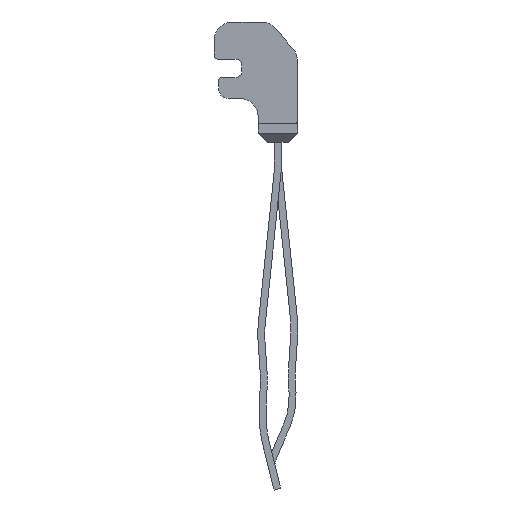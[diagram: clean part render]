
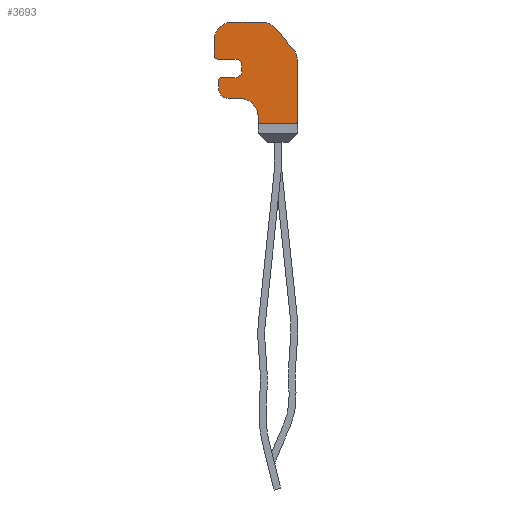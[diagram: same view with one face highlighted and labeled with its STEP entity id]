
A CAD part, left-side view. The second image highlights one B-rep face of the part: STEP entity #3693.
In plain terms, the highlighted planar face has unit normal (-1, 0, 0).
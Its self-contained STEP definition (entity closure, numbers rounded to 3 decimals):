
#3693=ADVANCED_FACE('',(#7397),#7398,.F.);
#7397=FACE_OUTER_BOUND('',#11093,.T.);
#7398=PLANE('',#11094);
#11093=EDGE_LOOP('',(#23309,#23310,#23311,#23312,#23313,#23314,#23315,#23316,#23317,#23318,#23319,#23320,#23321,#23322,#23323,#23324,#23325,#23326,#23327,#23328,#23329,#23330));
#11094=AXIS2_PLACEMENT_3D('',#23331,#23332,#23333);
#23309=ORIENTED_EDGE('',*,*,#28263,.F.);
#23310=ORIENTED_EDGE('',*,*,#28184,.F.);
#23311=ORIENTED_EDGE('',*,*,#27773,.F.);
#23312=ORIENTED_EDGE('',*,*,#28189,.F.);
#23313=ORIENTED_EDGE('',*,*,#28193,.F.);
#23314=ORIENTED_EDGE('',*,*,#28197,.F.);
#23315=ORIENTED_EDGE('',*,*,#28201,.F.);
#23316=ORIENTED_EDGE('',*,*,#28205,.F.);
#23317=ORIENTED_EDGE('',*,*,#28209,.F.);
#23318=ORIENTED_EDGE('',*,*,#28213,.F.);
#23319=ORIENTED_EDGE('',*,*,#28217,.F.);
#23320=ORIENTED_EDGE('',*,*,#28221,.F.);
#23321=ORIENTED_EDGE('',*,*,#28225,.T.);
#23322=ORIENTED_EDGE('',*,*,#28229,.F.);
#23323=ORIENTED_EDGE('',*,*,#28233,.T.);
#23324=ORIENTED_EDGE('',*,*,#28237,.F.);
#23325=ORIENTED_EDGE('',*,*,#28241,.F.);
#23326=ORIENTED_EDGE('',*,*,#28245,.F.);
#23327=ORIENTED_EDGE('',*,*,#28249,.F.);
#23328=ORIENTED_EDGE('',*,*,#28253,.F.);
#23329=ORIENTED_EDGE('',*,*,#28257,.T.);
#23330=ORIENTED_EDGE('',*,*,#28261,.F.);
#23331=CARTESIAN_POINT('',(0.0,1.795,18.05));
#23332=DIRECTION('',(1.0,0.0,0.0));
#23333=DIRECTION('',(0.0,1.0,0.0));
#27773=EDGE_CURVE('',#34869,#34871,#34872,.T.);
#28184=EDGE_CURVE('',#34871,#35464,#35465,.T.);
#28189=EDGE_CURVE('',#35470,#34869,#35472,.T.);
#28193=EDGE_CURVE('',#35476,#35470,#35478,.T.);
#28197=EDGE_CURVE('',#35482,#35476,#35484,.T.);
#28201=EDGE_CURVE('',#35488,#35482,#35490,.T.);
#28205=EDGE_CURVE('',#35494,#35488,#35496,.T.);
#28209=EDGE_CURVE('',#35500,#35494,#35502,.T.);
#28213=EDGE_CURVE('',#35506,#35500,#35508,.T.);
#28217=EDGE_CURVE('',#35512,#35506,#35514,.T.);
#28221=EDGE_CURVE('',#35518,#35512,#35520,.T.);
#28225=EDGE_CURVE('',#35518,#35524,#35526,.T.);
#28229=EDGE_CURVE('',#35530,#35524,#35532,.T.);
#28233=EDGE_CURVE('',#35530,#35536,#35538,.T.);
#28237=EDGE_CURVE('',#35542,#35536,#35544,.T.);
#28241=EDGE_CURVE('',#35548,#35542,#35550,.T.);
#28245=EDGE_CURVE('',#35554,#35548,#35556,.T.);
#28249=EDGE_CURVE('',#35560,#35554,#35562,.T.);
#28253=EDGE_CURVE('',#35566,#35560,#35568,.T.);
#28257=EDGE_CURVE('',#35566,#35572,#35574,.T.);
#28261=EDGE_CURVE('',#35578,#35572,#35580,.T.);
#28263=EDGE_CURVE('',#35464,#35578,#35582,.T.);
#34869=VERTEX_POINT('',#44667);
#34871=VERTEX_POINT('',#44670);
#34872=CIRCLE('',#44671,0.125);
#35464=VERTEX_POINT('',#45506);
#35465=LINE('',#45507,#45508);
#35470=VERTEX_POINT('',#45515);
#35472=LINE('',#45518,#45519);
#35476=VERTEX_POINT('',#45523);
#35478=CIRCLE('',#45526,0.8);
#35482=VERTEX_POINT('',#45531);
#35484=LINE('',#45534,#45535);
#35488=VERTEX_POINT('',#45539);
#35490=CIRCLE('',#45542,0.8);
#35494=VERTEX_POINT('',#45547);
#35496=LINE('',#45550,#45551);
#35500=VERTEX_POINT('',#45555);
#35502=CIRCLE('',#45558,0.8);
#35506=VERTEX_POINT('',#45563);
#35508=LINE('',#45566,#45567);
#35512=VERTEX_POINT('',#45571);
#35514=CIRCLE('',#45574,0.125);
#35518=VERTEX_POINT('',#45579);
#35520=LINE('',#45582,#45583);
#35524=VERTEX_POINT('',#45587);
#35526=CIRCLE('',#45590,0.3);
#35530=VERTEX_POINT('',#45595);
#35532=LINE('',#45598,#45599);
#35536=VERTEX_POINT('',#45603);
#35538=CIRCLE('',#45606,0.3);
#35542=VERTEX_POINT('',#45611);
#35544=LINE('',#45614,#45615);
#35548=VERTEX_POINT('',#45619);
#35550=CIRCLE('',#45622,0.125);
#35554=VERTEX_POINT('',#45627);
#35556=LINE('',#45630,#45631);
#35560=VERTEX_POINT('',#45635);
#35562=CIRCLE('',#45638,0.4);
#35566=VERTEX_POINT('',#45643);
#35568=LINE('',#45646,#45647);
#35572=VERTEX_POINT('',#45651);
#35574=CIRCLE('',#45654,0.8);
#35578=VERTEX_POINT('',#45659);
#35580=LINE('',#45662,#45663);
#35582=CIRCLE('',#45665,0.125);
#44667=CARTESIAN_POINT('',(0.0,0.015,15.936));
#44670=CARTESIAN_POINT('',(0.0,0.14,15.811));
#44671=AXIS2_PLACEMENT_3D('',#50661,#50662,#50663);
#45506=CARTESIAN_POINT('',(0.0,1.59,15.811));
#45507=CARTESIAN_POINT('',(0.0,0.14,15.811));
#45508=VECTOR('',#51087,1.0);
#45515=CARTESIAN_POINT('',(0.0,0.015,18.52));
#45518=CARTESIAN_POINT('',(0.0,0.015,18.52));
#45519=VECTOR('',#51091,1.0);
#45523=CARTESIAN_POINT('',(0.0,0.202,19.034));
#45526=AXIS2_PLACEMENT_3D('',#51096,#51097,#51098);
#45531=CARTESIAN_POINT('',(0.0,0.95,19.926));
#45534=CARTESIAN_POINT('',(0.0,0.95,19.926));
#45535=VECTOR('',#51101,1.0);
#45539=CARTESIAN_POINT('',(0.0,1.562,20.211));
#45542=AXIS2_PLACEMENT_3D('',#51106,#51107,#51108);
#45547=CARTESIAN_POINT('',(0.0,2.815,20.211));
#45550=CARTESIAN_POINT('',(0.0,2.815,20.211));
#45551=VECTOR('',#51111,1.0);
#45555=CARTESIAN_POINT('',(0.0,3.615,19.411));
#45558=AXIS2_PLACEMENT_3D('',#51116,#51117,#51118);
#45563=CARTESIAN_POINT('',(0.0,3.615,18.736));
#45566=CARTESIAN_POINT('',(0.0,3.615,18.736));
#45567=VECTOR('',#51121,1.0);
#45571=CARTESIAN_POINT('',(0.0,3.49,18.611));
#45574=AXIS2_PLACEMENT_3D('',#51126,#51127,#51128);
#45579=CARTESIAN_POINT('',(0.0,2.715,18.611));
#45582=CARTESIAN_POINT('',(0.0,2.715,18.611));
#45583=VECTOR('',#51131,1.0);
#45587=CARTESIAN_POINT('',(0.0,2.415,18.311));
#45590=AXIS2_PLACEMENT_3D('',#51136,#51137,#51138);
#45595=CARTESIAN_POINT('',(0.0,2.415,18.111));
#45598=CARTESIAN_POINT('',(0.0,2.415,18.111));
#45599=VECTOR('',#51141,1.0);
#45603=CARTESIAN_POINT('',(0.0,2.715,17.811));
#45606=AXIS2_PLACEMENT_3D('',#51146,#51147,#51148);
#45611=CARTESIAN_POINT('',(0.0,3.29,17.811));
#45614=CARTESIAN_POINT('',(0.0,3.29,17.811));
#45615=VECTOR('',#51151,1.0);
#45619=CARTESIAN_POINT('',(0.0,3.415,17.686));
#45622=AXIS2_PLACEMENT_3D('',#51156,#51157,#51158);
#45627=CARTESIAN_POINT('',(0.0,3.415,17.311));
#45630=CARTESIAN_POINT('',(0.0,3.415,17.311));
#45631=VECTOR('',#51161,1.0);
#45635=CARTESIAN_POINT('',(0.0,3.015,16.911));
#45638=AXIS2_PLACEMENT_3D('',#51166,#51167,#51168);
#45643=CARTESIAN_POINT('',(0.0,2.515,16.911));
#45646=CARTESIAN_POINT('',(0.0,2.515,16.911));
#45647=VECTOR('',#51171,1.0);
#45651=CARTESIAN_POINT('',(0.0,1.715,16.111));
#45654=AXIS2_PLACEMENT_3D('',#51176,#51177,#51178);
#45659=CARTESIAN_POINT('',(0.0,1.715,15.936));
#45662=CARTESIAN_POINT('',(0.0,1.715,15.936));
#45663=VECTOR('',#51181,1.0);
#45665=AXIS2_PLACEMENT_3D('',#51182,#51183,#51184);
#50661=CARTESIAN_POINT('',(0.0,0.14,15.936));
#50662=DIRECTION('',(1.0,0.0,0.0));
#50663=DIRECTION('',(0.0,-1.0,0.));
#51087=DIRECTION('',(0.0,1.0,0.0));
#51091=DIRECTION('',(0.0,0.0,-1.0));
#51096=CARTESIAN_POINT('',(0.0,0.815,18.52));
#51097=DIRECTION('',(1.0,0.0,0.0));
#51098=DIRECTION('',(0.0,-0.766,0.643));
#51101=DIRECTION('',(0.0,-0.643,-0.766));
#51106=CARTESIAN_POINT('',(0.0,1.562,19.411));
#51107=DIRECTION('',(1.0,0.0,0.0));
#51108=DIRECTION('',(0.0,0.,1.0));
#51111=DIRECTION('',(0.0,-1.0,0.0));
#51116=CARTESIAN_POINT('',(0.0,2.815,19.411));
#51117=DIRECTION('',(1.0,0.0,-0.0));
#51118=DIRECTION('',(0.0,1.0,0.));
#51121=DIRECTION('',(0.0,0.0,1.0));
#51126=CARTESIAN_POINT('',(0.0,3.49,18.736));
#51127=DIRECTION('',(1.0,0.0,0.0));
#51128=DIRECTION('',(0.0,0.,-1.0));
#51131=DIRECTION('',(0.0,1.0,0.0));
#51136=CARTESIAN_POINT('',(0.0,2.715,18.311));
#51137=DIRECTION('',(1.0,0.0,-0.0));
#51138=DIRECTION('',(0.0,0.,1.0));
#51141=DIRECTION('',(0.0,0.0,1.0));
#51146=CARTESIAN_POINT('',(0.0,2.715,18.111));
#51147=DIRECTION('',(1.0,0.0,0.0));
#51148=DIRECTION('',(0.0,-1.0,0.));
#51151=DIRECTION('',(0.0,-1.0,0.0));
#51156=CARTESIAN_POINT('',(0.0,3.29,17.686));
#51157=DIRECTION('',(1.0,0.0,-0.0));
#51158=DIRECTION('',(0.0,1.0,0.));
#51161=DIRECTION('',(0.0,0.0,1.0));
#51166=CARTESIAN_POINT('',(0.0,3.015,17.311));
#51167=DIRECTION('',(1.0,0.0,0.0));
#51168=DIRECTION('',(0.0,0.,-1.0));
#51171=DIRECTION('',(0.0,1.0,0.0));
#51176=CARTESIAN_POINT('',(0.0,2.515,16.111));
#51177=DIRECTION('',(1.0,0.0,0.0));
#51178=DIRECTION('',(0.0,0.,1.0));
#51181=DIRECTION('',(0.0,0.0,1.0));
#51182=CARTESIAN_POINT('',(0.0,1.59,15.936));
#51183=DIRECTION('',(1.0,0.0,0.0));
#51184=DIRECTION('',(0.0,0.,-1.0));
